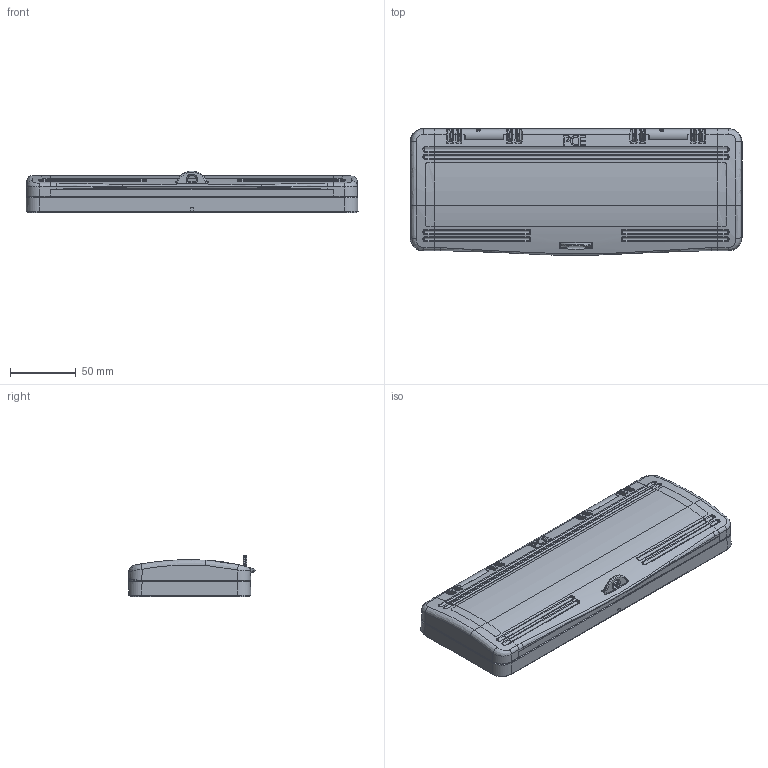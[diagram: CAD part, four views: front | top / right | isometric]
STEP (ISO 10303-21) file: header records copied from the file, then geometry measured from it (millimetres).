
FILE_DESCRIPTION (( 'STEP AP203' ), '1' );
FILE_NAME ('9006513.STEP', '2017-11-23T10:22:38', ( '' ), ( '' ), 'SwSTEP 2.0', 'SolidWorks 2016', '' );
FILE_SCHEMA (( 'CONFIG_CONTROL_DESIGN' ));
Length unit declared in the file: millimetre
Products named in the file (1): 9006513
Bounding box: 253.02 x 96.49 x 31.78 mm (x, y, z)
Volume: 265544.4 mm3; surface area: 83005.8 mm2
Topology: 1 solids, 1 shells, 1110 faces, 2722 edges, 1618 vertices
Faces by surface type: cylinder 403, bspline 326, plane 293, torus 53, cone 19, sphere 16
Full cylindrical faces by diameter (mm): 3.18 x9, 3.213 x1
Entity records: 40098 total; most frequent: CARTESIAN_POINT 17487, ORIENTED_EDGE 5308, DIRECTION 4050, EDGE_CURVE 2654, VERTEX_POINT 1592, AXIS2_PLACEMENT_3D 1516, EDGE_LOOP 1174, FACE_OUTER_BOUND 1130
